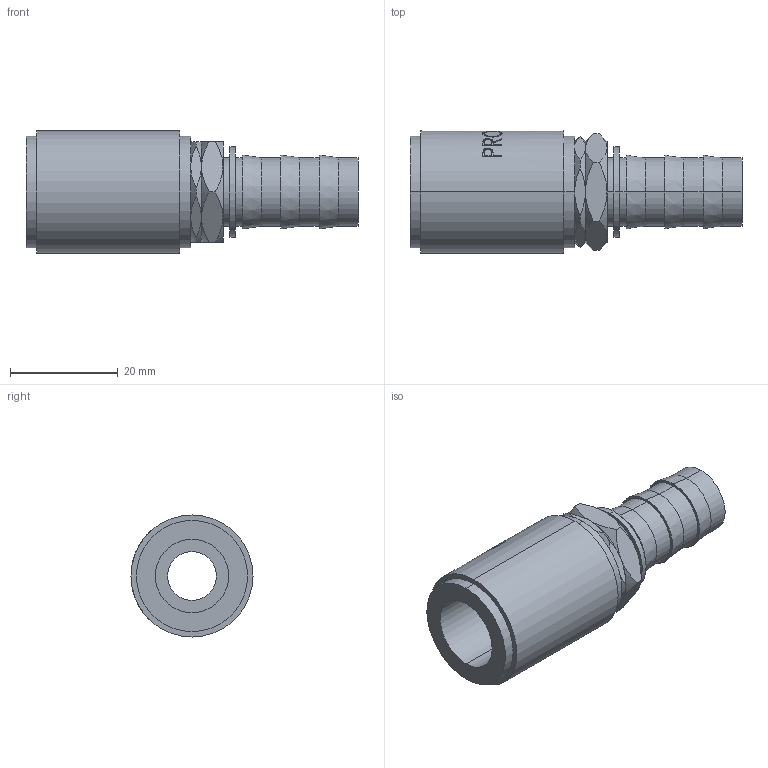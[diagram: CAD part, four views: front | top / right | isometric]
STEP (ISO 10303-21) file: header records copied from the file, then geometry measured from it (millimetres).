
FILE_DESCRIPTION (( 'STEP AP203' ), '1' );
FILE_NAME ('e2c5.STEP', '2022-08-13T16:08:42', ( '' ), ( '' ), 'SwSTEP 2.0', 'SolidWorks 2019', '' );
FILE_SCHEMA (( 'CONFIG_CONTROL_DESIGN' ));
Length unit declared in the file: millimetre
Products named in the file (1): e2c5
Bounding box: 61.5 x 22.6 x 22.6 mm (x, y, z)
Volume: 11939 mm3; surface area: 6500.2 mm2
Topology: 1 solids, 1 shells, 159 faces, 378 edges, 240 vertices
Faces by surface type: plane 56, bspline 42, cylinder 31, cone 30
Entity records: 9590 total; most frequent: CARTESIAN_POINT 6223, ORIENTED_EDGE 756, DIRECTION 544, EDGE_CURVE 378, VERTEX_POINT 240, AXIS2_PLACEMENT_3D 232, B_SPLINE_CURVE_WITH_KNOTS 184, EDGE_LOOP 180
